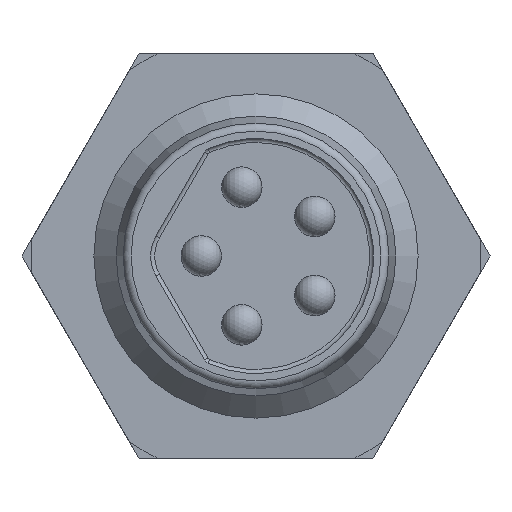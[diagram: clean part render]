
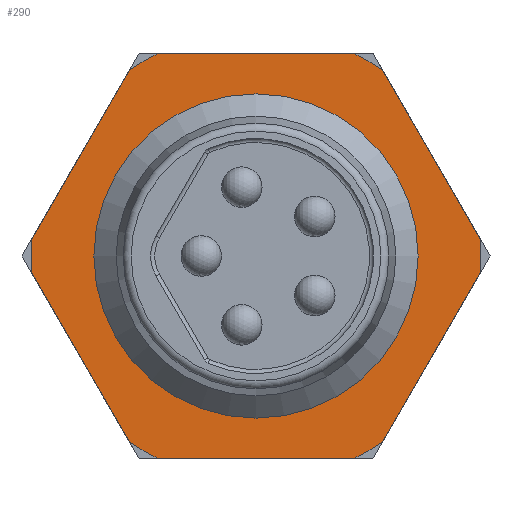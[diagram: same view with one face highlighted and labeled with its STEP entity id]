
A CAD part, left-side view. The second image highlights one B-rep face of the part: STEP entity #290.
In plain terms, the highlighted planar face has unit normal (-1, 0, 0).
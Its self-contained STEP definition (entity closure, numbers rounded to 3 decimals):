
#78=FACE_BOUND('',#516,.T.);
#79=FACE_BOUND('',#517,.T.);
#213=PLANE('',#1728);
#290=ADVANCED_FACE('',(#78,#79),#213,.T.);
#516=EDGE_LOOP('',(#866,#867,#868,#869,#870,#871,#872,#873,#874,#875,#876,
#877));
#517=EDGE_LOOP('',(#878));
#707=CIRCLE('',#1721,5.55);
#708=CIRCLE('',#1722,5.55);
#709=CIRCLE('',#1723,5.55);
#710=CIRCLE('',#1724,5.55);
#711=CIRCLE('',#1725,5.55);
#712=CIRCLE('',#1726,5.55);
#713=CIRCLE('',#1727,4.);
#866=ORIENTED_EDGE('',*,*,#1404,.F.);
#867=ORIENTED_EDGE('',*,*,#1405,.T.);
#868=ORIENTED_EDGE('',*,*,#1406,.F.);
#869=ORIENTED_EDGE('',*,*,#1407,.T.);
#870=ORIENTED_EDGE('',*,*,#1408,.F.);
#871=ORIENTED_EDGE('',*,*,#1409,.T.);
#872=ORIENTED_EDGE('',*,*,#1410,.F.);
#873=ORIENTED_EDGE('',*,*,#1411,.T.);
#874=ORIENTED_EDGE('',*,*,#1412,.F.);
#875=ORIENTED_EDGE('',*,*,#1413,.T.);
#876=ORIENTED_EDGE('',*,*,#1414,.F.);
#877=ORIENTED_EDGE('',*,*,#1415,.T.);
#878=ORIENTED_EDGE('',*,*,#1416,.T.);
#1240=VERTEX_POINT('',#2540);
#1241=VERTEX_POINT('',#2541);
#1242=VERTEX_POINT('',#2543);
#1243=VERTEX_POINT('',#2545);
#1244=VERTEX_POINT('',#2547);
#1245=VERTEX_POINT('',#2549);
#1246=VERTEX_POINT('',#2551);
#1247=VERTEX_POINT('',#2553);
#1248=VERTEX_POINT('',#2555);
#1249=VERTEX_POINT('',#2557);
#1250=VERTEX_POINT('',#2559);
#1251=VERTEX_POINT('',#2561);
#1252=VERTEX_POINT('',#2564);
#1404=EDGE_CURVE('',#1240,#1241,#707,.T.);
#1405=EDGE_CURVE('',#1240,#1242,#1580,.T.);
#1406=EDGE_CURVE('',#1243,#1242,#708,.T.);
#1407=EDGE_CURVE('',#1243,#1244,#1581,.T.);
#1408=EDGE_CURVE('',#1245,#1244,#709,.T.);
#1409=EDGE_CURVE('',#1245,#1246,#1582,.T.);
#1410=EDGE_CURVE('',#1247,#1246,#710,.T.);
#1411=EDGE_CURVE('',#1247,#1248,#1583,.T.);
#1412=EDGE_CURVE('',#1249,#1248,#711,.T.);
#1413=EDGE_CURVE('',#1249,#1250,#1584,.T.);
#1414=EDGE_CURVE('',#1251,#1250,#712,.T.);
#1415=EDGE_CURVE('',#1251,#1241,#1585,.T.);
#1416=EDGE_CURVE('',#1252,#1252,#713,.T.);
#1580=LINE('',#2542,#1648);
#1581=LINE('',#2546,#1649);
#1582=LINE('',#2550,#1650);
#1583=LINE('',#2554,#1651);
#1584=LINE('',#2558,#1652);
#1585=LINE('',#2562,#1653);
#1648=VECTOR('',#1997,1.);
#1649=VECTOR('',#2000,1.);
#1650=VECTOR('',#2003,1.);
#1651=VECTOR('',#2006,1.);
#1652=VECTOR('',#2009,1.);
#1653=VECTOR('',#2012,1.);
#1721=AXIS2_PLACEMENT_3D('',#2539,#1995,#1996);
#1722=AXIS2_PLACEMENT_3D('',#2544,#1998,#1999);
#1723=AXIS2_PLACEMENT_3D('',#2548,#2001,#2002);
#1724=AXIS2_PLACEMENT_3D('',#2552,#2004,#2005);
#1725=AXIS2_PLACEMENT_3D('',#2556,#2007,#2008);
#1726=AXIS2_PLACEMENT_3D('',#2560,#2010,#2011);
#1727=AXIS2_PLACEMENT_3D('',#2563,#2013,#2014);
#1728=AXIS2_PLACEMENT_3D('',#2565,#2015,#2016);
#1995=DIRECTION('',(1.,0.,0.));
#1996=DIRECTION('',(0.,0.5,0.866));
#1997=DIRECTION('',(0.,1.,0.));
#1998=DIRECTION('',(1.,0.,0.));
#1999=DIRECTION('',(0.,0.5,0.866));
#2000=DIRECTION('',(0.,0.5,-0.866));
#2001=DIRECTION('',(1.,0.,0.));
#2002=DIRECTION('',(0.,0.5,0.866));
#2003=DIRECTION('',(0.,-0.5,-0.866));
#2004=DIRECTION('',(1.,0.,0.));
#2005=DIRECTION('',(0.,0.5,0.866));
#2006=DIRECTION('',(0.,-1.,0.));
#2007=DIRECTION('',(1.,0.,0.));
#2008=DIRECTION('',(0.,0.5,0.866));
#2009=DIRECTION('',(0.,-0.5,0.866));
#2010=DIRECTION('',(1.,0.,0.));
#2011=DIRECTION('',(0.,0.5,0.866));
#2012=DIRECTION('',(0.,0.5,0.866));
#2013=DIRECTION('',(1.,0.,0.));
#2014=DIRECTION('',(0.,1.,0.));
#2015=DIRECTION('',(-1.,0.,0.));
#2016=DIRECTION('',(0.,-1.,0.));
#2539=CARTESIAN_POINT('',(3.5,0.,0.));
#2540=CARTESIAN_POINT('',(3.5,-2.409,5.));
#2541=CARTESIAN_POINT('',(3.5,-3.126,4.586));
#2542=CARTESIAN_POINT('',(3.5,0.,5.));
#2543=CARTESIAN_POINT('',(3.5,2.409,5.));
#2544=CARTESIAN_POINT('',(3.5,0.,0.));
#2545=CARTESIAN_POINT('',(3.5,3.126,4.586));
#2546=CARTESIAN_POINT('',(3.5,2.887,5.));
#2547=CARTESIAN_POINT('',(3.5,5.535,0.414));
#2548=CARTESIAN_POINT('',(3.5,0.,0.));
#2549=CARTESIAN_POINT('',(3.5,5.535,-0.414));
#2550=CARTESIAN_POINT('',(3.5,5.774,0.));
#2551=CARTESIAN_POINT('',(3.5,3.126,-4.586));
#2552=CARTESIAN_POINT('',(3.5,0.,0.));
#2553=CARTESIAN_POINT('',(3.5,2.409,-5.));
#2554=CARTESIAN_POINT('',(3.5,0.,-5.));
#2555=CARTESIAN_POINT('',(3.5,-2.409,-5.));
#2556=CARTESIAN_POINT('',(3.5,0.,0.));
#2557=CARTESIAN_POINT('',(3.5,-3.126,-4.586));
#2558=CARTESIAN_POINT('',(3.5,-2.887,-5.));
#2559=CARTESIAN_POINT('',(3.5,-5.535,-0.414));
#2560=CARTESIAN_POINT('',(3.5,0.,0.));
#2561=CARTESIAN_POINT('',(3.5,-5.535,0.414));
#2562=CARTESIAN_POINT('',(3.5,-5.774,0.));
#2563=CARTESIAN_POINT('',(3.5,0.,0.));
#2564=CARTESIAN_POINT('',(3.5,4.,0.));
#2565=CARTESIAN_POINT('',(3.5,8.,0.));
